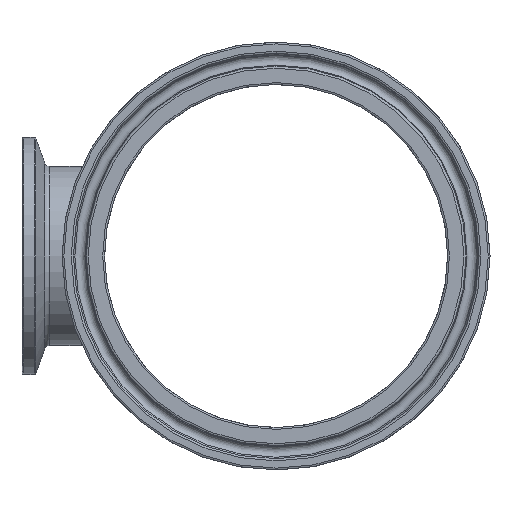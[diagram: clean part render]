
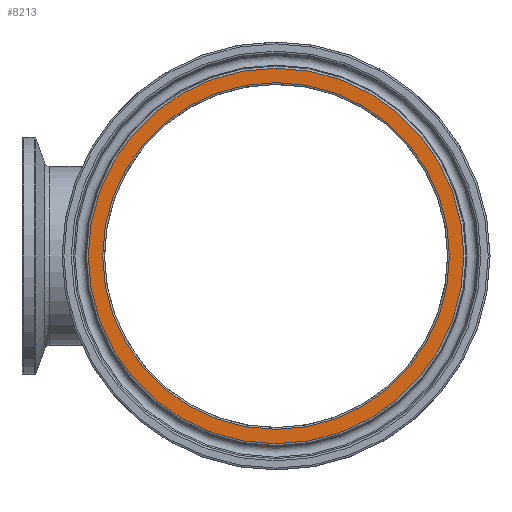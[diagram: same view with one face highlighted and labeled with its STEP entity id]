
A CAD part, left-side view. The second image highlights one B-rep face of the part: STEP entity #8213.
In plain terms, the highlighted planar face has unit normal (-1, 0, 0).
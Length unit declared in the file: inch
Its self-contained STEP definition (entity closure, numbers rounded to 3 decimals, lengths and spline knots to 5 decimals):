
#179=FACE_BOUND('',#1573,.T.);
#380=PLANE('',#8712);
#1027=FACE_OUTER_BOUND('',#1572,.T.);
#1572=EDGE_LOOP('',(#7568));
#1573=EDGE_LOOP('',(#7569));
#2864=CIRCLE('',#8711,1.45);
#2865=CIRCLE('',#8713,1.57066);
#4069=VERTEX_POINT('',#17835);
#4070=VERTEX_POINT('',#17838);
#5245=EDGE_CURVE('',#4069,#4069,#2864,.T.);
#5246=EDGE_CURVE('',#4070,#4070,#2865,.T.);
#7568=ORIENTED_EDGE('',*,*,#5246,.F.);
#7569=ORIENTED_EDGE('',*,*,#5245,.F.);
#8213=ADVANCED_FACE('',(#1027,#179),#380,.T.);
#8711=AXIS2_PLACEMENT_3D('',#17836,#10232,#10233);
#8712=AXIS2_PLACEMENT_3D('',#17837,#10234,#10235);
#8713=AXIS2_PLACEMENT_3D('',#17839,#10236,#10237);
#10232=DIRECTION('center_axis',(-1.,0.,0.));
#10233=DIRECTION('ref_axis',(0.,-1.,0.));
#10234=DIRECTION('center_axis',(-1.,0.,0.));
#10235=DIRECTION('ref_axis',(0.,0.,1.));
#10236=DIRECTION('center_axis',(1.,0.,0.));
#10237=DIRECTION('ref_axis',(0.,-1.,0.));
#17835=CARTESIAN_POINT('',(-3.875,1.45,0.));
#17836=CARTESIAN_POINT('Origin',(-3.875,0.,0.));
#17837=CARTESIAN_POINT('Origin',(-3.875,1.58466,0.));
#17838=CARTESIAN_POINT('',(-3.875,1.57066,0.));
#17839=CARTESIAN_POINT('Origin',(-3.875,0.,0.));
